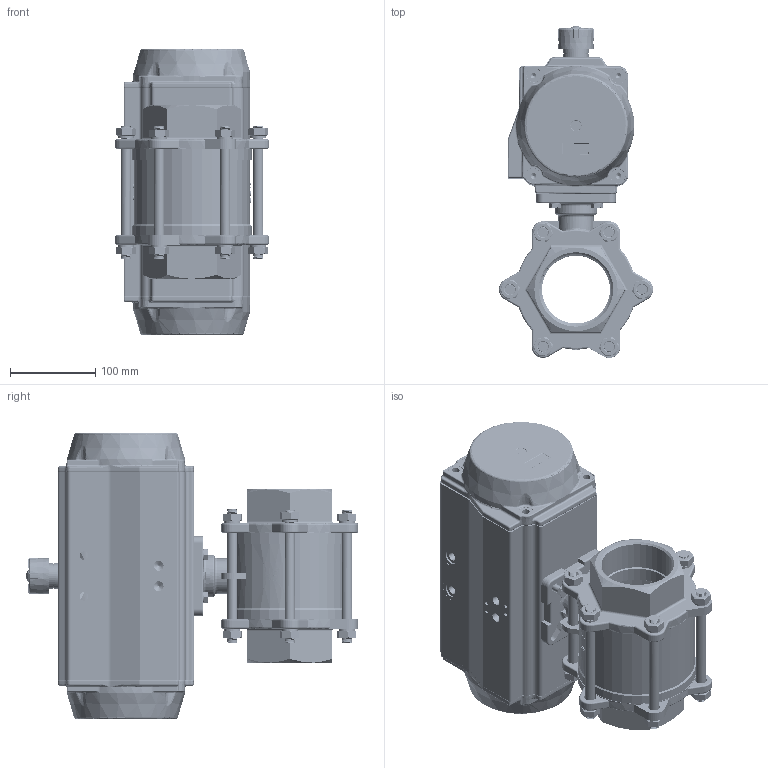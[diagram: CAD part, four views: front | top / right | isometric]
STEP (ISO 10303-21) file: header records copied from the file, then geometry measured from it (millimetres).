
FILE_DESCRIPTION(/* description */ ('Unknown'),/* implementation_level */ '2;1');
FILE_NAME(/* name */ 'PE07 9336-11',/* time_stamp */ '2025-01-20T13:39:55+01:00',/* author */ ('Unknown'),/* organization */ ('Unknown'),/* preprocessor_version */ 'ST-DEVELOPER v19.4',/* originating_system */ 'Solid Edge',/* authorisation */ 'Unknown');
FILE_SCHEMA (('MODEL_BASED_INTEGRATED_MANUFACTURING_SCHEMA','AUTOMOTIVE_DESIGN {1 0 10303 214 3 1 1}'));
Length unit declared in the file: millimetre
Products named in the file (24): PE079336-11; 9336-11_oa_0; Body; Stem; Paking RING; Bellevlle Washer; Small hex thin nuts-Fine pitch thread GB_GB_FASTENER_NUT_SSFNTT B M24
X1.5-N; Tab Washer; Nut Stopper; Nut; Spring Washer; hex thin nuts-grades ab-chamfered gb11_GB_FASTENER_NUT_STNAB M14-N; MV-33-G-DN80; PD08_PE07; VTE125埴詰; vt125-2016-06-25; vt125-2016-06-25   酘傷裔_MIR; VT125-03-01   活塞; VT125-3 粣; Optische Anzeige; ______; ________(___________; cup head nib bolts with large head gb_GB_FASTENER_BOLT_CHNBW M6X25-N; DIN 933 M8x25 A2-70 BLK_EDST
Assembly tree (59 placements, depth 4):
  PE079336-11
    9336-11_oa_0
      Body
      Stem
      Paking RING
      Bellevlle Washer  x2
      Small hex thin nuts-Fine pitch thread GB_GB_FASTENER_NUT_SSFNTT B M24
X1.5-N
      Tab Washer
      Nut Stopper
      Nut  x6
      Spring Washer  x12
      hex thin nuts-grades ab-chamfered gb11_GB_FASTENER_NUT_STNAB M14-N  x12
      MV-33-G-DN80  x2
    PD08_PE07
      VTE125埴詰
      vt125-2016-06-25
      vt125-2016-06-25   酘傷裔_MIR
      VT125-03-01   活塞  x2
      VT125-3 粣
      Optische Anzeige
        ______
        ________(___________  x4
        cup head nib bolts with large head gb_GB_FASTENER_BOLT_CHNBW M6X25-N
    DIN 933 M8x25 A2-70 BLK_EDST  x4
Bounding box: 181.5 x 390.34 x 337 mm (x, y, z)
Volume: 4417539.3 mm3; surface area: 994859.2 mm2
Topology: 56 solids, 56 shells, 4583 faces, 11500 edges, 7128 vertices
Faces by surface type: cylinder 1543, plane 1234, bspline 814, torus 555, cone 384, sphere 53
Full cylindrical faces by diameter (mm): 3 x16, 3.3 x8, 4.134 x8, 4.66 x1, 4.917 x1, 6 x1, 6.2 x1, 6.647 x12, 7 x1, 8 x4, 8.376 x4, 10.106 x2, 11.445 x2, 13 x6, 17 x8, 17.5 x2, 25 x1, 26 x2, 26.4 x1, 28.2 x1, 30 x5, 38.5 x1, 40 x2, 41 x1, 47.4 x1, 49 x1, 53 x4, 112 x2, 115.4 x2, 120 x2
Entity records: 130193 total; most frequent: CARTESIAN_POINT 64247, ORIENTED_EDGE 14522, DIRECTION 11765, EDGE_CURVE 7261, VERTEX_POINT 4660, AXIS2_PLACEMENT_3D 4578, FACE_BOUND 3501, EDGE_LOOP 3479
